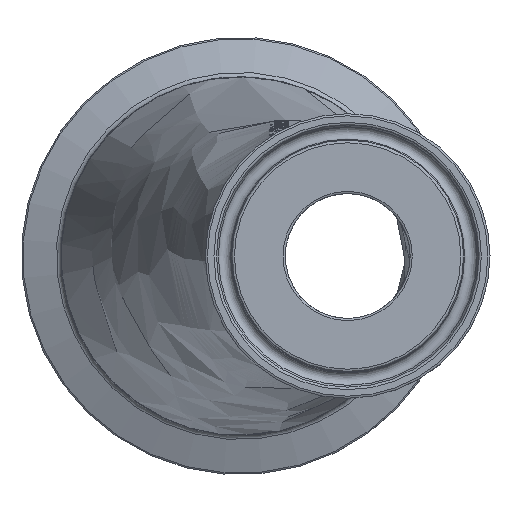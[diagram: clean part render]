
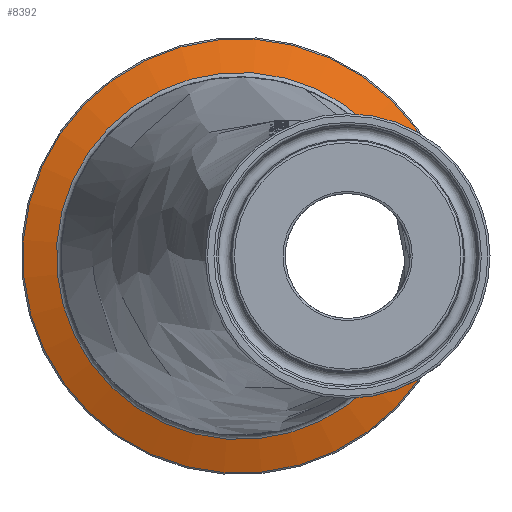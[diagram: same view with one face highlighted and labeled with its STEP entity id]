
A CAD part, left-side view. The second image highlights one B-rep face of the part: STEP entity #8392.
In plain terms, the highlighted conical face has half-angle 70 degrees and reference radius 35.223 mm.
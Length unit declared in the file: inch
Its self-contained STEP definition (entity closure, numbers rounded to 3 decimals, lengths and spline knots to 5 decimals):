
#13=CONICAL_SURFACE('',#8750,1.38675,70.);
#527=FACE_BOUND('',#1538,.T.);
#1017=FACE_OUTER_BOUND('',#1537,.T.);
#1537=EDGE_LOOP('',(#7793));
#1538=EDGE_LOOP('',(#7794));
#3204=CIRCLE('',#8749,1.51363);
#3205=CIRCLE('',#8751,1.27961);
#4054=VERTEX_POINT('',#18694);
#4055=VERTEX_POINT('',#18697);
#5309=EDGE_CURVE('',#4054,#4054,#3204,.T.);
#5310=EDGE_CURVE('',#4055,#4055,#3205,.T.);
#7793=ORIENTED_EDGE('',*,*,#5310,.F.);
#7794=ORIENTED_EDGE('',*,*,#5309,.F.);
#8392=ADVANCED_FACE('',(#1017,#527),#13,.T.);
#8749=AXIS2_PLACEMENT_3D('',#18695,#9863,#9864);
#8750=AXIS2_PLACEMENT_3D('',#18696,#9865,#9866);
#8751=AXIS2_PLACEMENT_3D('',#18698,#9867,#9868);
#9863=DIRECTION('center_axis',(1.,0.,0.));
#9864=DIRECTION('ref_axis',(0.,0.912,0.41));
#9865=DIRECTION('center_axis',(1.,0.,0.));
#9866=DIRECTION('ref_axis',(0.,-0.912,-0.41));
#9867=DIRECTION('center_axis',(-1.,0.,0.));
#9868=DIRECTION('ref_axis',(0.,0.912,0.41));
#18694=CARTESIAN_POINT('',(6.64792,-0.74458,-0.64397));
#18695=CARTESIAN_POINT('Origin',(6.64792,0.63569,-0.02274));
#18696=CARTESIAN_POINT('Origin',(6.60174,0.63569,-0.02274));
#18697=CARTESIAN_POINT('',(6.56275,-0.53118,-0.54792));
#18698=CARTESIAN_POINT('Origin',(6.56275,0.63569,-0.02274));
